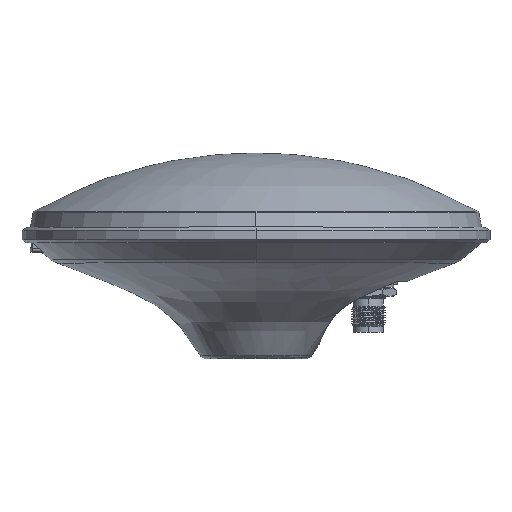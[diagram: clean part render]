
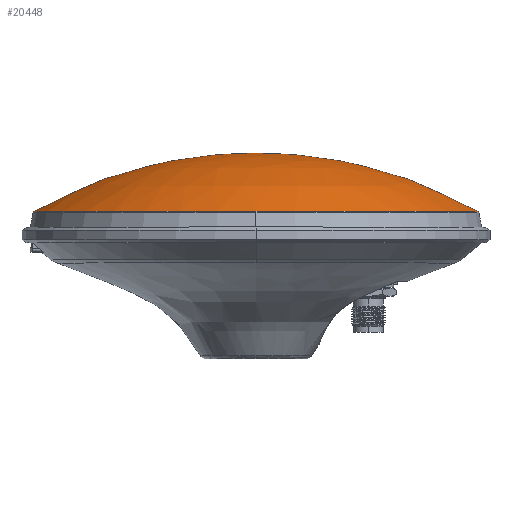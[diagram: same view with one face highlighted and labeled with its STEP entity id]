
A CAD part, top view. The second image highlights one B-rep face of the part: STEP entity #20448.
In plain terms, the highlighted free-form (B-spline) face has degree [2, 3] with [3, 4] control points.
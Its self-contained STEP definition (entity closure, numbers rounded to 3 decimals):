
#683 = CARTESIAN_POINT ( 'NONE',  ( 0., 66.5, 0. ) ) ;
#1109 = CARTESIAN_POINT ( 'NONE',  ( -71.903, 47.613, 0. ) ) ;
#1463 = CARTESIAN_POINT ( 'NONE',  ( 0., 66.5, 0. ) ) ;
#3056 = EDGE_CURVE ( 'NONE', #24810, #26962, #4006, .T. ) ;
#4006 = CIRCLE ( 'NONE', #23955, 71.903 ) ;
#4421 = DIRECTION ( 'NONE',  ( 0., 0., -1. ) ) ;
#5028 = CARTESIAN_POINT ( 'NONE',  ( 38.883, 66.5, 77.766 ) ) ;
#5753 = ORIENTED_EDGE ( 'NONE', *, *, #22575, .T. ) ;
#6376 = ORIENTED_EDGE ( 'NONE', *, *, #3056, .T. ) ;
#6862 =( BOUNDED_SURFACE ( )  B_SPLINE_SURFACE ( 2, 3, ( 
 ( #22757, #20725, #20580, #18540 ),
 ( #27698, #5028, #9947, #11709 ),
 ( #683, #27415, #11990, #27555 ) ),
 .UNSPECIFIED., .F., .F., .F. ) 
 B_SPLINE_SURFACE_WITH_KNOTS ( ( 3, 3 ),
 ( 4, 4 ),
 ( 0.003, 1. ),
 ( 0., 1. ),
 .UNSPECIFIED. ) 
 GEOMETRIC_REPRESENTATION_ITEM ( )  RATIONAL_B_SPLINE_SURFACE ( (
 ( 1., 0.333, 0.333, 1.),
 ( 1., 0.333, 0.333, 1.),
 ( 1., 0.333, 0.333, 1.) ) ) 
 REPRESENTATION_ITEM ( '' )  SURFACE ( )  );
#7357 = FACE_OUTER_BOUND ( 'NONE', #9625, .T. ) ;
#7630 = B_SPLINE_CURVE_WITH_KNOTS ( 'NONE', 2,
 ( #17428, #8132, #1463 ),
 .UNSPECIFIED., .F., .F.,
 ( 3, 3 ),
 ( 0.003, 1. ),
 .UNSPECIFIED. ) ;
#8132 = CARTESIAN_POINT ( 'NONE',  ( 38.883, 66.5, 0. ) ) ;
#9124 = DIRECTION ( 'NONE',  ( 0., 0., -1. ) ) ;
#9625 = EDGE_LOOP ( 'NONE', ( #21636, #5753, #6376, #15278 ) ) ;
#9865 = VERTEX_POINT ( 'NONE', #18343 ) ;
#9947 = CARTESIAN_POINT ( 'NONE',  ( -38.883, 66.5, 77.766 ) ) ;
#11364 = CARTESIAN_POINT ( 'NONE',  ( -71.903, 47.613, 0. ) ) ;
#11709 = CARTESIAN_POINT ( 'NONE',  ( -38.883, 66.5, 0. ) ) ;
#11990 = CARTESIAN_POINT ( 'NONE',  ( 0., 66.5, 0. ) ) ;
#12020 = EDGE_CURVE ( 'NONE', #26962, #9865, #7630, .T. ) ;
#12425 = AXIS2_PLACEMENT_3D ( 'NONE', #17455, #15809, #9124 ) ;
#13279 = DIRECTION ( 'NONE',  ( 0., 1., 0. ) ) ;
#14941 = B_SPLINE_CURVE_WITH_KNOTS ( 'NONE', 2,
 ( #1109, #25672, #16499 ),
 .UNSPECIFIED., .F., .F.,
 ( 3, 3 ),
 ( 0.003, 1. ),
 .UNSPECIFIED. ) ;
#15278 = ORIENTED_EDGE ( 'NONE', *, *, #12020, .T. ) ;
#15700 = EDGE_CURVE ( 'NONE', #20599, #9865, #14941, .T. ) ;
#15809 = DIRECTION ( 'NONE',  ( 0., 1., 0. ) ) ;
#16499 = CARTESIAN_POINT ( 'NONE',  ( 0., 66.5, 0. ) ) ;
#17428 = CARTESIAN_POINT ( 'NONE',  ( 71.903, 47.613, 0. ) ) ;
#17455 = CARTESIAN_POINT ( 'NONE',  ( 0., 47.613, 0. ) ) ;
#18343 = CARTESIAN_POINT ( 'NONE',  ( 0., 66.5, 0. ) ) ;
#18509 = CARTESIAN_POINT ( 'NONE',  ( 71.903, 47.613, 0. ) ) ;
#18540 = CARTESIAN_POINT ( 'NONE',  ( -71.903, 47.613, 0. ) ) ;
#20448 = ADVANCED_FACE ( 'NONE', ( #7357 ), #6862, .T. ) ;
#20580 = CARTESIAN_POINT ( 'NONE',  ( -71.903, 47.613, 143.805 ) ) ;
#20599 = VERTEX_POINT ( 'NONE', #11364 ) ;
#20725 = CARTESIAN_POINT ( 'NONE',  ( 71.903, 47.613, 143.805 ) ) ;
#21636 = ORIENTED_EDGE ( 'NONE', *, *, #15700, .F. ) ;
#21790 = CARTESIAN_POINT ( 'NONE',  ( 0., 47.613, 71.903 ) ) ;
#22575 = EDGE_CURVE ( 'NONE', #20599, #24810, #27766, .T. ) ;
#22757 = CARTESIAN_POINT ( 'NONE',  ( 71.903, 47.613, 0. ) ) ;
#23955 = AXIS2_PLACEMENT_3D ( 'NONE', #28420, #13279, #4421 ) ;
#24810 = VERTEX_POINT ( 'NONE', #21790 ) ;
#25672 = CARTESIAN_POINT ( 'NONE',  ( -38.883, 66.5, 0. ) ) ;
#26962 = VERTEX_POINT ( 'NONE', #18509 ) ;
#27415 = CARTESIAN_POINT ( 'NONE',  ( 0., 66.5, 0. ) ) ;
#27555 = CARTESIAN_POINT ( 'NONE',  ( 0., 66.5, 0. ) ) ;
#27698 = CARTESIAN_POINT ( 'NONE',  ( 38.883, 66.5, 0. ) ) ;
#27766 = CIRCLE ( 'NONE', #12425, 71.903 ) ;
#28420 = CARTESIAN_POINT ( 'NONE',  ( 0., 47.613, 0. ) ) ;
